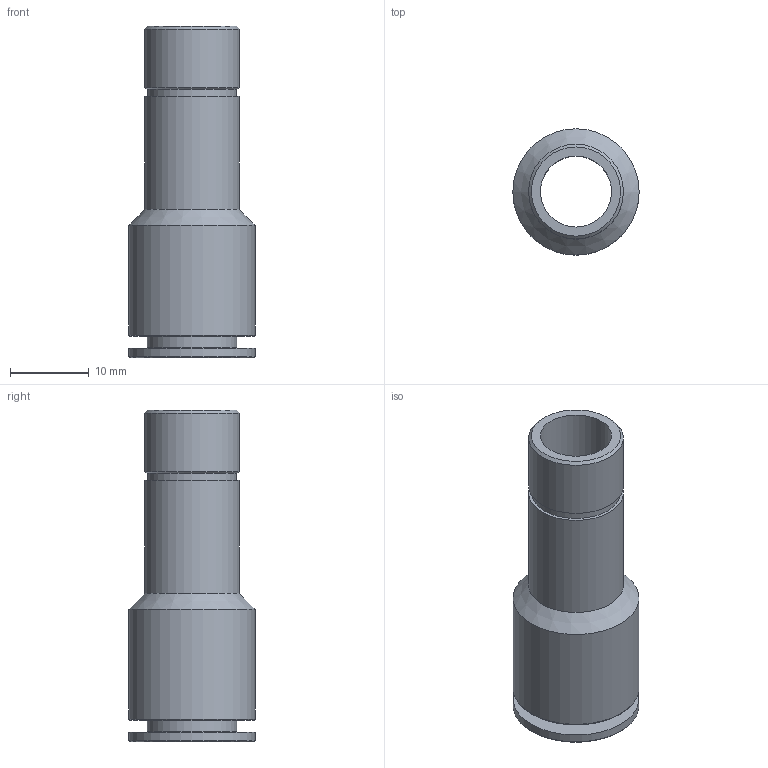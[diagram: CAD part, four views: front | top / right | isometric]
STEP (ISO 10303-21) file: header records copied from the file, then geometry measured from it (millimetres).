
FILE_DESCRIPTION(/* description */ ('STEP AP214'),/* implementation_level */ '2;1');
FILE_NAME(/* name */ '558774_NPQM-D-Q10-S12-P10',/* time_stamp */ '2024-09-13T06:15:15+02:00',/* author */ ('License CC BY-ND 4.0'),/* organization */ ('CADENAS'),/* preprocessor_version */ 'ST-DEVELOPER v19.3',/* originating_system */ 'PARTsolutions',/* authorisation */ ' ');
FILE_SCHEMA (('AUTOMOTIVE_DESIGN {1 0 10303 214 3 1 1}'));
Length unit declared in the file: millimetre
Products named in the file (1): 558774 NPQM-D-Q10-S12-P10
Bounding box: 16 x 16 x 42 mm (x, y, z)
Volume: 3198.8 mm3; surface area: 3450.2 mm2
Topology: 1 solids, 1 shells, 21 faces, 36 edges, 21 vertices
Faces by surface type: cylinder 8, cone 7, plane 6
Full cylindrical faces by diameter (mm): 9 x1, 10 x1, 11.2 x1, 11.4 x1, 12 x2, 16 x2
Entity records: 458 total; most frequent: DIRECTION 86, CARTESIAN_POINT 64, AXIS2_PLACEMENT_3D 43, ORIENTED_EDGE 42, EDGE_LOOP 42, FACE_BOUND 42, EDGE_CURVE 21, VERTEX_POINT 21
